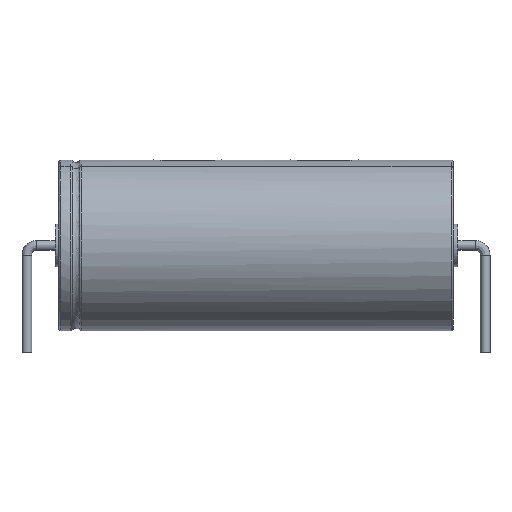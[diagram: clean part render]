
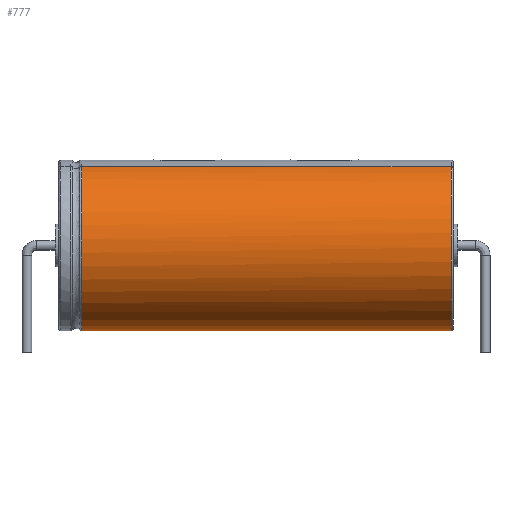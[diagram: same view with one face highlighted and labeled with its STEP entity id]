
A CAD part, front view. The second image highlights one B-rep face of the part: STEP entity #777.
In plain terms, the highlighted cylindrical face has radius 8 mm (diameter 16 mm), a partial arc.
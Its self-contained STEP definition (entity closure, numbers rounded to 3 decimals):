
#138=VERTEX_POINT('',#139);
#139=CARTESIAN_POINT('',(39.8,-3.061,15.391));
#145=EDGE_CURVE('',#146,#138,#148,.T.);
#146=VERTEX_POINT('',#147);
#147=CARTESIAN_POINT('',(5.135,-3.061,15.391));
#148=LINE('',#149,#150);
#149=CARTESIAN_POINT('',(5.,-3.061,15.391));
#150=VECTOR('',#151,1.);
#151=DIRECTION('',(1.,0.,0.));
#207=DIRECTION('',(-1.,0.,0.));
#366=VERTEX_POINT('',#367);
#367=CARTESIAN_POINT('',(39.8,3.061,15.391));
#371=DIRECTION('',(0.,0.383,0.924));
#372=ORIENTED_EDGE('',*,*,#373,.F.);
#373=EDGE_CURVE('',#374,#366,#376,.T.);
#374=VERTEX_POINT('',#375);
#375=CARTESIAN_POINT('',(5.135,3.061,15.391));
#376=LINE('',#377,#150);
#377=CARTESIAN_POINT('',(5.,3.061,15.391));
#703=ORIENTED_EDGE('',*,*,#704,.T.);
#704=EDGE_CURVE('',#374,#146,#705,.T.);
#705=B_SPLINE_CURVE_WITH_KNOTS('',12,(#706,#707,#708,#709,#710,#711,#712,#713,#714,#715,#716,#717,#718,#719,#720,#721,#722,#723,#724,#725,#726,#727,#728,#729,#730,#731,#732,#733,#734,#735,#736,#737,#738,#739,#740),.UNSPECIFIED.,.F.,.F.,(13,11,11,13),(-1.874,0.,43.982,45.856),.UNSPECIFIED.);
#706=CARTESIAN_POINT('',(5.135,1.33,16.108));
#707=CARTESIAN_POINT('',(5.135,1.475,16.048));
#708=CARTESIAN_POINT('',(5.135,1.621,15.988));
#709=CARTESIAN_POINT('',(5.135,1.765,15.928));
#710=CARTESIAN_POINT('',(5.135,1.91,15.868));
#711=CARTESIAN_POINT('',(5.135,2.055,15.808));
#712=CARTESIAN_POINT('',(5.135,2.199,15.748));
#713=CARTESIAN_POINT('',(5.135,2.343,15.689));
#714=CARTESIAN_POINT('',(5.135,2.487,15.629));
#715=CARTESIAN_POINT('',(5.135,2.631,15.569));
#716=CARTESIAN_POINT('',(5.135,2.775,15.51));
#717=CARTESIAN_POINT('',(5.135,2.918,15.45));
#718=CARTESIAN_POINT('',(5.135,6.424,13.998));
#719=CARTESIAN_POINT('',(5.135,9.147,10.914));
#720=CARTESIAN_POINT('',(5.135,10.225,6.463));
#721=CARTESIAN_POINT('',(5.135,8.822,1.689));
#722=CARTESIAN_POINT('',(5.135,5.321,-1.865));
#723=CARTESIAN_POINT('',(5.135,0.,-3.646));
#724=CARTESIAN_POINT('',(5.135,-5.321,-1.865));
#725=CARTESIAN_POINT('',(5.135,-8.822,1.689));
#726=CARTESIAN_POINT('',(5.135,-10.225,6.463));
#727=CARTESIAN_POINT('',(5.135,-9.147,10.914));
#728=CARTESIAN_POINT('',(5.135,-6.424,13.998));
#729=CARTESIAN_POINT('',(5.135,-2.918,15.45));
#730=CARTESIAN_POINT('',(5.135,-2.775,15.51));
#731=CARTESIAN_POINT('',(5.135,-2.631,15.569));
#732=CARTESIAN_POINT('',(5.135,-2.487,15.629));
#733=CARTESIAN_POINT('',(5.135,-2.343,15.689));
#734=CARTESIAN_POINT('',(5.135,-2.199,15.748));
#735=CARTESIAN_POINT('',(5.135,-2.055,15.808));
#736=CARTESIAN_POINT('',(5.135,-1.91,15.868));
#737=CARTESIAN_POINT('',(5.135,-1.765,15.928));
#738=CARTESIAN_POINT('',(5.135,-1.621,15.988));
#739=CARTESIAN_POINT('',(5.135,-1.475,16.048));
#740=CARTESIAN_POINT('',(5.135,-1.33,16.108));
#777=ADVANCED_FACE('',(#778),#786,.T.);
#778=FACE_BOUND('',#779,.F.);
#779=EDGE_LOOP('',(#372,#703,#780,#781));
#780=ORIENTED_EDGE('',*,*,#145,.T.);
#781=ORIENTED_EDGE('',*,*,#782,.F.);
#782=EDGE_CURVE('',#366,#138,#783,.T.);
#783=CIRCLE('',#784,8.);
#784=AXIS2_PLACEMENT_3D('',#785,#207,#371);
#785=CARTESIAN_POINT('',(39.8,0.,8.));
#786=CYLINDRICAL_SURFACE('',#787,8.);
#787=AXIS2_PLACEMENT_3D('',#788,#151,#371);
#788=CARTESIAN_POINT('',(5.,0.,8.));
